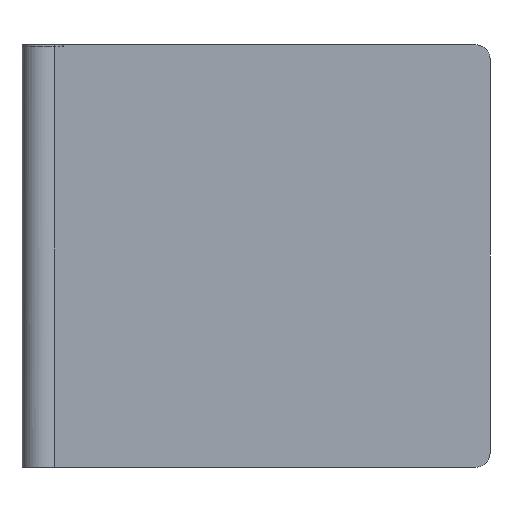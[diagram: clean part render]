
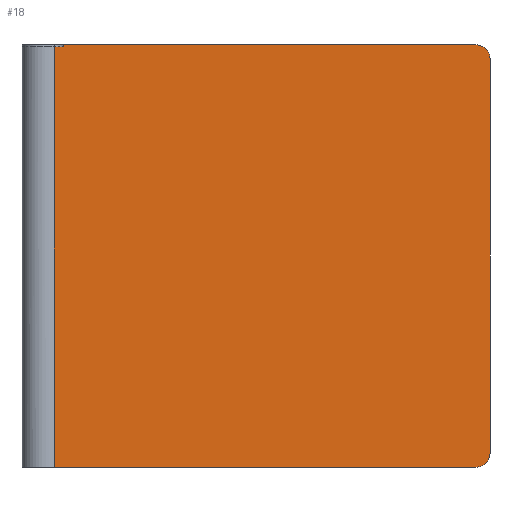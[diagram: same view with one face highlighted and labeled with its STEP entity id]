
A CAD part, front view. The second image highlights one B-rep face of the part: STEP entity #18.
In plain terms, the highlighted planar face has unit normal (0, -1, 0).
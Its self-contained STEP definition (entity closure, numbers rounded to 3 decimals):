
#18=ADVANCED_FACE('',(#32),#206,.T.);
#32=FACE_OUTER_BOUND('',#46,.T.);
#46=EDGE_LOOP('',(#71,#72,#73,#74,#75,#76,#77,#78));
#71=ORIENTED_EDGE('',*,*,#151,.F.);
#72=ORIENTED_EDGE('',*,*,#141,.F.);
#73=ORIENTED_EDGE('',*,*,#146,.F.);
#74=ORIENTED_EDGE('',*,*,#138,.F.);
#75=ORIENTED_EDGE('',*,*,#130,.T.);
#76=ORIENTED_EDGE('',*,*,#133,.F.);
#77=ORIENTED_EDGE('',*,*,#137,.T.);
#78=ORIENTED_EDGE('',*,*,#125,.T.);
#125=EDGE_CURVE('',#188,#201,#153,.T.);
#130=EDGE_CURVE('',#191,#192,#156,.T.);
#133=EDGE_CURVE('',#196,#192,#158,.T.);
#137=EDGE_CURVE('',#196,#188,#160,.T.);
#138=EDGE_CURVE('',#191,#200,#161,.T.);
#141=EDGE_CURVE('',#197,#203,#164,.T.);
#146=EDGE_CURVE('',#200,#197,#181,.T.);
#151=EDGE_CURVE('',#203,#201,#183,.T.);
#153=B_SPLINE_CURVE_WITH_KNOTS('',1,(#375,#376),.UNSPECIFIED.,.F.,.F.,(2,
2),(0.,215.5),.UNSPECIFIED.);
#156=B_SPLINE_CURVE_WITH_KNOTS('',1,(#399,#400),.UNSPECIFIED.,.F.,.F.,(2,
2),(-210.,-209.),.UNSPECIFIED.);
#158=B_SPLINE_CURVE_WITH_KNOTS('',1,(#412,#413),.UNSPECIFIED.,.F.,.F.,(2,
2),(0.,4.416),.UNSPECIFIED.);
#160=B_SPLINE_CURVE_WITH_KNOTS('',1,(#426,#427),.UNSPECIFIED.,.F.,.F.,(2,
2),(-209.,0.),.UNSPECIFIED.);
#161=B_SPLINE_CURVE_WITH_KNOTS('',1,(#428,#429),.UNSPECIFIED.,.F.,.F.,(2,
2),(4.416,215.5),.UNSPECIFIED.);
#164=B_SPLINE_CURVE_WITH_KNOTS('',1,(#434,#435),.UNSPECIFIED.,.F.,.F.,(2,
2),(-203.,-7.),.UNSPECIFIED.);
#181=(
BOUNDED_CURVE()
B_SPLINE_CURVE(2,(#444,#445,#446),.UNSPECIFIED.,.F.,.F.)
B_SPLINE_CURVE_WITH_KNOTS((3,3),(-10.996,0.),.UNSPECIFIED.)
CURVE()
GEOMETRIC_REPRESENTATION_ITEM()
RATIONAL_B_SPLINE_CURVE((1.,0.707,1.))
REPRESENTATION_ITEM('')
);
#183=(
BOUNDED_CURVE()
B_SPLINE_CURVE(2,(#456,#457,#458),.UNSPECIFIED.,.F.,.F.)
B_SPLINE_CURVE_WITH_KNOTS((3,3),(-10.996,0.),.UNSPECIFIED.)
CURVE()
GEOMETRIC_REPRESENTATION_ITEM()
RATIONAL_B_SPLINE_CURVE((1.,0.707,1.))
REPRESENTATION_ITEM('')
);
#188=VERTEX_POINT('',#337);
#191=VERTEX_POINT('',#340);
#192=VERTEX_POINT('',#341);
#196=VERTEX_POINT('',#345);
#197=VERTEX_POINT('',#346);
#200=VERTEX_POINT('',#349);
#201=VERTEX_POINT('',#350);
#203=VERTEX_POINT('',#352);
#206=PLANE('',#239);
#239=AXIS2_PLACEMENT_3D('',#309,#250,$);
#250=DIRECTION('',(0.,-1.,0.));
#309=CARTESIAN_POINT('',(222.46,9.19,0.));
#337=CARTESIAN_POINT('',(-0.04,9.19,0.));
#340=CARTESIAN_POINT('',(4.376,9.19,210.));
#341=CARTESIAN_POINT('',(4.376,9.19,209.));
#345=CARTESIAN_POINT('',(-0.04,9.19,209.));
#346=CARTESIAN_POINT('',(222.46,9.19,203.));
#349=CARTESIAN_POINT('',(215.46,9.19,210.));
#350=CARTESIAN_POINT('',(215.46,9.19,0.));
#352=CARTESIAN_POINT('',(222.46,9.19,7.));
#375=CARTESIAN_POINT('',(-0.04,9.19,0.));
#376=CARTESIAN_POINT('',(215.46,9.19,0.));
#399=CARTESIAN_POINT('',(4.376,9.19,210.));
#400=CARTESIAN_POINT('',(4.376,9.19,209.));
#412=CARTESIAN_POINT('',(-0.04,9.19,209.));
#413=CARTESIAN_POINT('',(4.376,9.19,209.));
#426=CARTESIAN_POINT('',(-0.04,9.19,209.));
#427=CARTESIAN_POINT('',(-0.04,9.19,0.));
#428=CARTESIAN_POINT('',(4.376,9.19,210.));
#429=CARTESIAN_POINT('',(215.46,9.19,210.));
#434=CARTESIAN_POINT('',(222.46,9.19,203.));
#435=CARTESIAN_POINT('',(222.46,9.19,7.));
#444=CARTESIAN_POINT('',(215.46,9.19,210.));
#445=CARTESIAN_POINT('',(222.46,9.19,210.));
#446=CARTESIAN_POINT('',(222.46,9.19,203.));
#456=CARTESIAN_POINT('',(222.46,9.19,7.));
#457=CARTESIAN_POINT('',(222.46,9.19,0.));
#458=CARTESIAN_POINT('',(215.46,9.19,0.));
